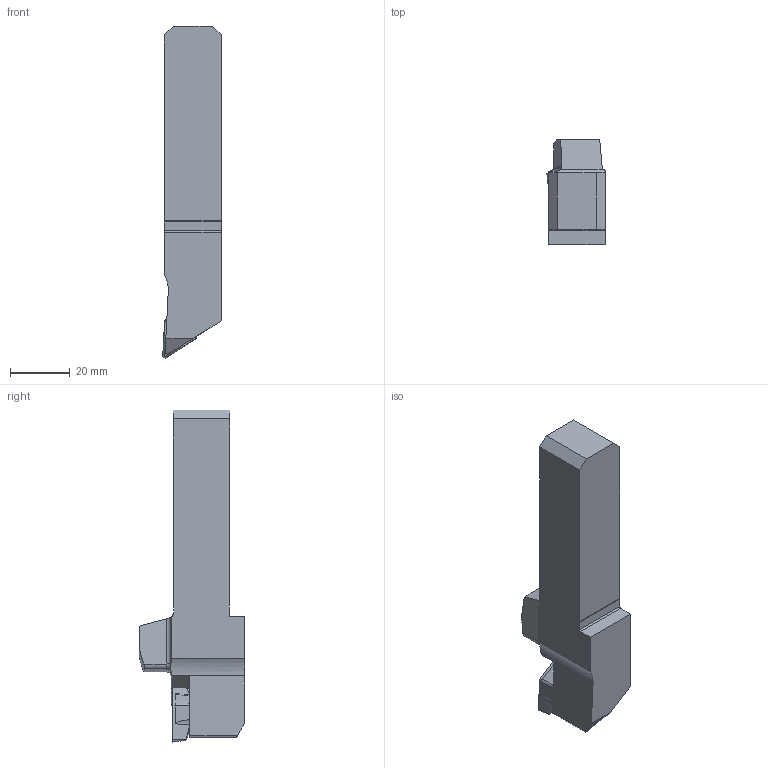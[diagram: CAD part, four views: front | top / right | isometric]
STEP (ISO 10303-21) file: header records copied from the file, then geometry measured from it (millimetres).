
FILE_DESCRIPTION(/* description */ (''),/* implementation_level */ '2;1');
FILE_NAME(/* name */ 'toolassembly_1.stp',/* time_stamp */ '2019-10-29T10:14:42+01:00',/* author */ (''),/* organization */ ('SMS'),/* preprocessor_version */ 'ST-DEVELOPER v16.7',/* originating_system */ 'SIEMENS PLM Software NX 12.0',/* authorisation */ '');
FILE_SCHEMA (('AUTOMOTIVE_DESIGN { 1 0 10303 214 3 1 1 1 }'));
Length unit declared in the file: millimetre
Products named in the file (4): ASSEMBLY_CONSTRUCTION; CUT_20191029101419; NOCUT_20191029101344; TOOLASSEMBLY_1
Assembly tree (3 placements, depth 2):
  TOOLASSEMBLY_1
    NOCUT_20191029101344
    CUT_20191029101419
    ASSEMBLY_CONSTRUCTION
Bounding box: 19.56 x 35.34 x 111.01 mm (x, y, z)
Volume: 42334.6 mm3; surface area: 10213 mm2
Topology: 2 solids, 2 shells, 113 faces, 307 edges, 205 vertices
Faces by surface type: plane 63, cylinder 21, extrusion 12, cone 11, torus 3, bspline 2, sphere 1
Full cylindrical faces by diameter (mm): 3.5 x1, 5.25 x1
Entity records: 4438 total; most frequent: CARTESIAN_POINT 1453, ORIENTED_EDGE 592, DIRECTION 584, EDGE_CURVE 296, AXIS2_PLACEMENT_3D 203, VERTEX_POINT 196, VECTOR 178, LINE 166
